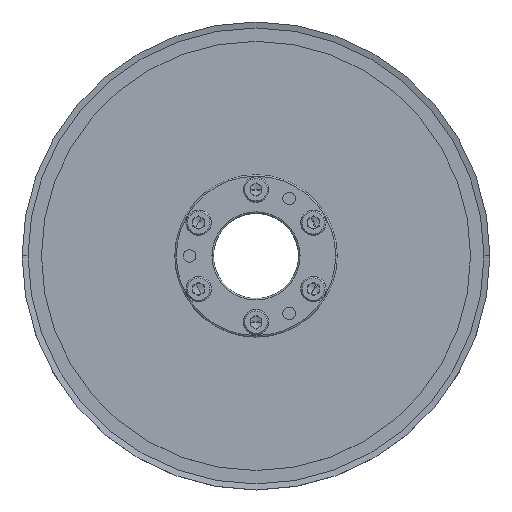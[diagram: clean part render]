
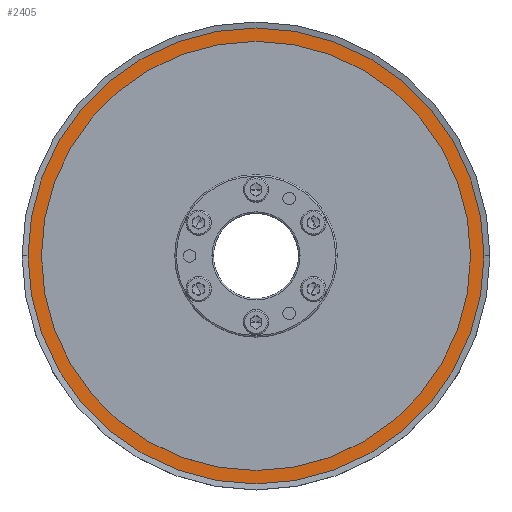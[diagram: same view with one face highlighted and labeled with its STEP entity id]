
A CAD part, top view. The second image highlights one B-rep face of the part: STEP entity #2405.
In plain terms, the highlighted planar face has unit normal (0, 0, 1).
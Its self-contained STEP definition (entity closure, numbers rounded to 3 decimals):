
#35 = CARTESIAN_POINT ( 'NONE',  ( -72., 0., 21.1 ) ) ;
#2405 = ADVANCED_FACE ( 'NONE', ( #17746, #17860 ), #21506, .T. ) ;
#2424 = DIRECTION ( 'NONE',  ( 0., 0., 1. ) ) ;
#4196 = AXIS2_PLACEMENT_3D ( 'NONE', #5926, #2424, #13335 ) ;
#4603 = AXIS2_PLACEMENT_3D ( 'NONE', #13046, #22043, #20219 ) ;
#4870 = DIRECTION ( 'NONE',  ( 0., 0., 1. ) ) ;
#4892 = CARTESIAN_POINT ( 'NONE',  ( -76.5, 0., 21.1 ) ) ;
#4978 = AXIS2_PLACEMENT_3D ( 'NONE', #12194, #17790, #19613 ) ;
#5632 = EDGE_CURVE ( 'NONE', #20131, #19770, #14251, .T. ) ;
#5926 = CARTESIAN_POINT ( 'NONE',  ( 0., 0., 21.1 ) ) ;
#5956 = EDGE_CURVE ( 'NONE', #19770, #20131, #17373, .T. ) ;
#6298 = ORIENTED_EDGE ( 'NONE', *, *, #12547, .T. ) ;
#7304 = CIRCLE ( 'NONE', #4978, 76.5 ) ;
#7523 = EDGE_LOOP ( 'NONE', ( #11337, #7821 ) ) ;
#7588 = ORIENTED_EDGE ( 'NONE', *, *, #12450, .T. ) ;
#7712 = CARTESIAN_POINT ( 'NONE',  ( 76.5, 0., 21.1 ) ) ;
#7821 = ORIENTED_EDGE ( 'NONE', *, *, #5632, .F. ) ;
#8086 = DIRECTION ( 'NONE',  ( 0., 0., 1. ) ) ;
#8734 = DIRECTION ( 'NONE',  ( 1., 0., 0. ) ) ;
#10202 = CARTESIAN_POINT ( 'NONE',  ( 0., 0., 21.1 ) ) ;
#10392 = CIRCLE ( 'NONE', #4603, 76.5 ) ;
#10616 = VERTEX_POINT ( 'NONE', #7712 ) ;
#11337 = ORIENTED_EDGE ( 'NONE', *, *, #5956, .F. ) ;
#12194 = CARTESIAN_POINT ( 'NONE',  ( 0., 0., 21.1 ) ) ;
#12450 = EDGE_CURVE ( 'NONE', #23034, #10616, #7304, .T. ) ;
#12547 = EDGE_CURVE ( 'NONE', #10616, #23034, #10392, .T. ) ;
#12714 = AXIS2_PLACEMENT_3D ( 'NONE', #17065, #8086, #15491 ) ;
#13046 = CARTESIAN_POINT ( 'NONE',  ( 0., 0., 21.1 ) ) ;
#13335 = DIRECTION ( 'NONE',  ( 1., 0., 0. ) ) ;
#14251 = CIRCLE ( 'NONE', #12714, 72. ) ;
#15491 = DIRECTION ( 'NONE',  ( 1., 0., 0. ) ) ;
#16448 = EDGE_LOOP ( 'NONE', ( #6298, #7588 ) ) ;
#16677 = CARTESIAN_POINT ( 'NONE',  ( 72., 0., 21.1 ) ) ;
#17065 = CARTESIAN_POINT ( 'NONE',  ( 0., 0., 21.1 ) ) ;
#17373 = CIRCLE ( 'NONE', #4196, 72. ) ;
#17746 = FACE_OUTER_BOUND ( 'NONE', #16448, .T. ) ;
#17790 = DIRECTION ( 'NONE',  ( 0., 0., 1. ) ) ;
#17860 = FACE_BOUND ( 'NONE', #7523, .T. ) ;
#18037 = AXIS2_PLACEMENT_3D ( 'NONE', #10202, #4870, #8734 ) ;
#19613 = DIRECTION ( 'NONE',  ( 1., 0., 0. ) ) ;
#19770 = VERTEX_POINT ( 'NONE', #16677 ) ;
#20131 = VERTEX_POINT ( 'NONE', #35 ) ;
#20219 = DIRECTION ( 'NONE',  ( 1., 0., 0. ) ) ;
#21506 = PLANE ( 'NONE',  #18037 ) ;
#22043 = DIRECTION ( 'NONE',  ( 0., 0., 1. ) ) ;
#23034 = VERTEX_POINT ( 'NONE', #4892 ) ;
